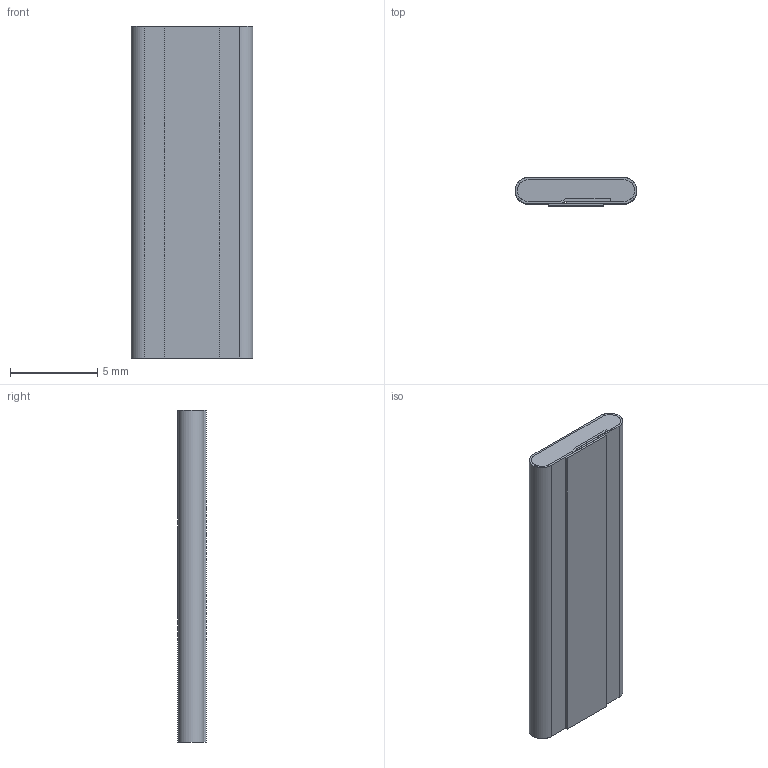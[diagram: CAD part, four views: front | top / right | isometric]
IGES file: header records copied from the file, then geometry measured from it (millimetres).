
Start section: SolidWorks IGES file using analytic representation for surfaces
Global section: file name: E61.IGS; native system: SolidWorks 2014; preprocessor: SolidWorks 2014; author: ldavid; date: 141202.152329; units: inch
Bounding box: 6.99 x 1.63 x 19.05 mm (x, y, z)
Surface area: 1118.9 mm2 (no closed solid volume)
Topology: 0 solids, 0 shells, 37 faces, 264 edges, 264 vertices
Faces by surface type: bspline 28, revolution 9
